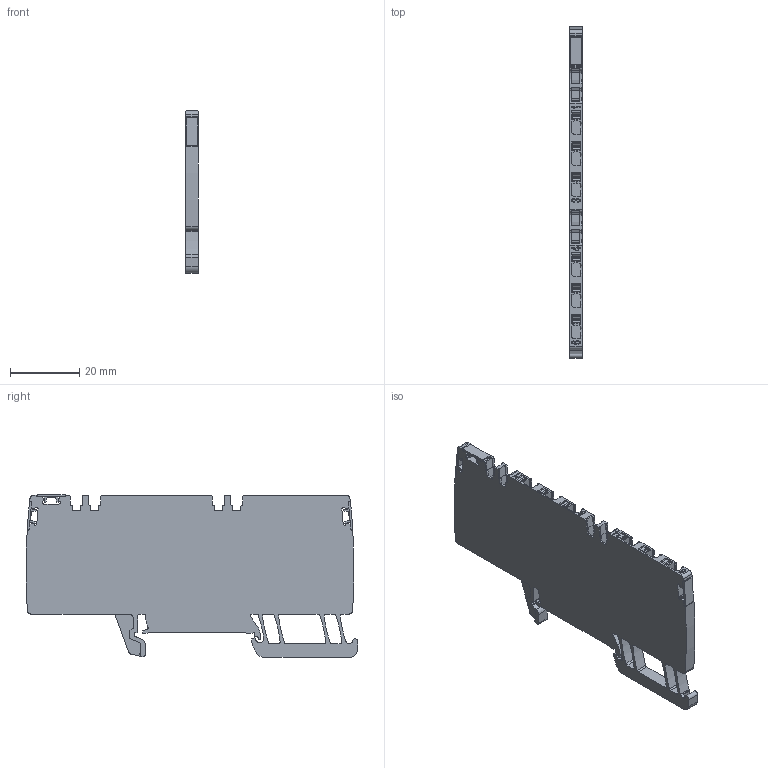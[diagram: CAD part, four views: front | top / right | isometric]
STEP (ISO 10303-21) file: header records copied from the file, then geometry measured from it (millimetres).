
FILE_DESCRIPTION(('CATIA V5R22 STEP214','CAx-IF Rec.Pracs.--- Model Styling and Organization---1.4--- 2014-01-23'),'2;1');
FILE_NAME ('1135667-2_1', '2019-07-05T12:04:14+00:00', ('Weidmueller Interface'), ('Weidmueller'), 'CATIA Version 5-6 Release 2016 SP3 HF44', 'CATIA V5 STEP AP214', 'none');
FILE_SCHEMA(('AUTOMOTIVE_DESIGN { 1 0 10303 214 1 1 1 1 }'));
Length unit declared in the file: millimetre
Products named in the file (1): 2675550000_AAP13_1-5_LI-LI_DL
Bounding box: 3.5 x 95.8 x 46.85 mm (x, y, z)
Volume: 11597.8 mm3; surface area: 10008 mm2
Topology: 10 solids, 10 shells, 971 faces, 2758 edges, 1828 vertices
Faces by surface type: plane 568, cylinder 345, extrusion 38, torus 20
Entity records: 30759 total; most frequent: CARTESIAN_POINT 6172, ORIENTED_EDGE 5516, DIRECTION 4300, EDGE_CURVE 2758, VECTOR 2000, LINE 1962, VERTEX_POINT 1828, AXIS2_PLACEMENT_3D 1505
